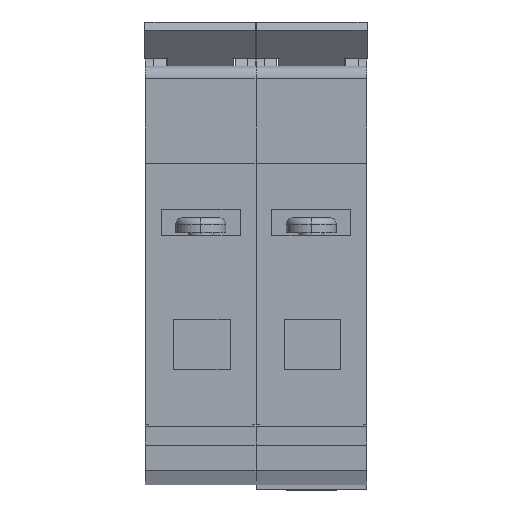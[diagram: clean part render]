
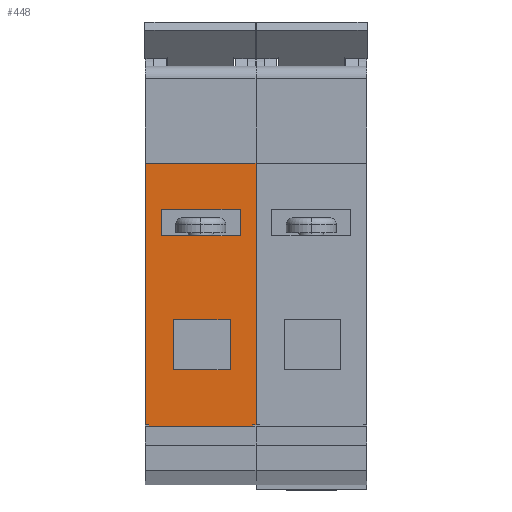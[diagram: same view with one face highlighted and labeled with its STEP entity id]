
A CAD part, top view. The second image highlights one B-rep face of the part: STEP entity #448.
In plain terms, the highlighted planar face has unit normal (0, 0, 1).
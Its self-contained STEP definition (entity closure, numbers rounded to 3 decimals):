
#356 = VERTEX_POINT ( 'NONE', #21724 ) ;
#402 = EDGE_CURVE ( 'NONE', #403, #404, #21816, .T. ) ;
#403 = VERTEX_POINT ( 'NONE', #21812 ) ;
#404 = VERTEX_POINT ( 'NONE', #21811 ) ;
#405 = ORIENTED_EDGE ( 'NONE', *, *, #433, .T. ) ;
#412 = VERTEX_POINT ( 'NONE', #21845 ) ;
#413 = ORIENTED_EDGE ( 'NONE', *, *, #424, .F. ) ;
#414 = VERTEX_POINT ( 'NONE', #21844 ) ;
#423 = ORIENTED_EDGE ( 'NONE', *, *, #481, .F. ) ;
#424 = EDGE_CURVE ( 'NONE', #356, #414, #21878, .T. ) ;
#425 = ORIENTED_EDGE ( 'NONE', *, *, #431, .F. ) ;
#426 = VERTEX_POINT ( 'NONE', #21874 ) ;
#431 = EDGE_CURVE ( 'NONE', #459, #356, #21871, .T. ) ;
#432 = ORIENTED_EDGE ( 'NONE', *, *, #402, .T. ) ;
#433 = EDGE_CURVE ( 'NONE', #404, #434, #21867, .T. ) ;
#434 = VERTEX_POINT ( 'NONE', #21863 ) ;
#439 = ORIENTED_EDGE ( 'NONE', *, *, #525, .T. ) ;
#440 = VERTEX_POINT ( 'NONE', #21861 ) ;
#441 = ORIENTED_EDGE ( 'NONE', *, *, #454, .F. ) ;
#442 = ORIENTED_EDGE ( 'NONE', *, *, #443, .F. ) ;
#443 = EDGE_CURVE ( 'NONE', #444, #440, #21860, .T. ) ;
#444 = VERTEX_POINT ( 'NONE', #21914 ) ;
#448 = ADVANCED_FACE ( 'NONE', ( #21908, #21907, #21906 ), #21890, .F. ) ;
#453 = EDGE_LOOP ( 'NONE', ( #432, #405, #439, #493 ) ) ;
#454 = EDGE_CURVE ( 'NONE', #455, #516, #21942, .T. ) ;
#455 = VERTEX_POINT ( 'NONE', #21938 ) ;
#456 = ORIENTED_EDGE ( 'NONE', *, *, #457, .T. ) ;
#457 = EDGE_CURVE ( 'NONE', #455, #414, #21937, .T. ) ;
#459 = VERTEX_POINT ( 'NONE', #21929 ) ;
#481 = EDGE_CURVE ( 'NONE', #500, #444, #21964, .T. ) ;
#482 = EDGE_CURVE ( 'NONE', #440, #412, #21960, .T. ) ;
#493 = ORIENTED_EDGE ( 'NONE', *, *, #494, .T. ) ;
#494 = EDGE_CURVE ( 'NONE', #526, #403, #22006, .T. ) ;
#495 = EDGE_LOOP ( 'NONE', ( #517, #442, #423, #527 ) ) ;
#500 = VERTEX_POINT ( 'NONE', #21996 ) ;
#501 = EDGE_LOOP ( 'NONE', ( #413, #425, #529, #518, #512, #514, #441, #456 ) ) ;
#512 = ORIENTED_EDGE ( 'NONE', *, *, #521, .T. ) ;
#513 = VERTEX_POINT ( 'NONE', #22053 ) ;
#514 = ORIENTED_EDGE ( 'NONE', *, *, #515, .T. ) ;
#515 = EDGE_CURVE ( 'NONE', #513, #516, #22052, .T. ) ;
#516 = VERTEX_POINT ( 'NONE', #22048 ) ;
#517 = ORIENTED_EDGE ( 'NONE', *, *, #482, .F. ) ;
#518 = ORIENTED_EDGE ( 'NONE', *, *, #519, .T. ) ;
#519 = EDGE_CURVE ( 'NONE', #426, #520, #22047, .T. ) ;
#520 = VERTEX_POINT ( 'NONE', #22043 ) ;
#521 = EDGE_CURVE ( 'NONE', #520, #513, #22097, .T. ) ;
#525 = EDGE_CURVE ( 'NONE', #434, #526, #22072, .T. ) ;
#526 = VERTEX_POINT ( 'NONE', #22131 ) ;
#527 = ORIENTED_EDGE ( 'NONE', *, *, #528, .F. ) ;
#528 = EDGE_CURVE ( 'NONE', #412, #500, #22130, .T. ) ;
#529 = ORIENTED_EDGE ( 'NONE', *, *, #530, .T. ) ;
#530 = EDGE_CURVE ( 'NONE', #459, #426, #22126, .T. ) ;
#21724 = CARTESIAN_POINT ( 'NONE',  ( 17.633, 3.25, 0. ) ) ;
#21811 = CARTESIAN_POINT ( 'NONE',  ( 15.117, 33.36, 0. ) ) ;
#21812 = CARTESIAN_POINT ( 'NONE',  ( 15.117, 37.61, 0. ) ) ;
#21813 = DIRECTION ( 'NONE',  ( 0., -1., 0. ) ) ;
#21814 = VECTOR ( 'NONE', #21813, 1000. ) ;
#21815 = CARTESIAN_POINT ( 'NONE',  ( 15.117, 37.61, 0. ) ) ;
#21816 = LINE ( 'NONE', #21815, #21814 ) ;
#21844 = CARTESIAN_POINT ( 'NONE',  ( 17.133, 3.25, 0. ) ) ;
#21845 = CARTESIAN_POINT ( 'NONE',  ( 13.5, 12., 0. ) ) ;
#21860 = LINE ( 'NONE', #21917, #21916 ) ;
#21861 = CARTESIAN_POINT ( 'NONE',  ( 4.5, 12., 0. ) ) ;
#21863 = CARTESIAN_POINT ( 'NONE',  ( 2.517, 33.36, 0. ) ) ;
#21864 = DIRECTION ( 'NONE',  ( -1., 0., 0. ) ) ;
#21865 = VECTOR ( 'NONE', #21864, 1000. ) ;
#21866 = CARTESIAN_POINT ( 'NONE',  ( 15.117, 33.36, 0. ) ) ;
#21867 = LINE ( 'NONE', #21866, #21865 ) ;
#21868 = DIRECTION ( 'NONE',  ( 0., -1., 0. ) ) ;
#21869 = VECTOR ( 'NONE', #21868, 1000. ) ;
#21870 = CARTESIAN_POINT ( 'NONE',  ( 17.633, 3., 0. ) ) ;
#21871 = LINE ( 'NONE', #21870, #21869 ) ;
#21874 = CARTESIAN_POINT ( 'NONE',  ( 0., 45., 0. ) ) ;
#21875 = DIRECTION ( 'NONE',  ( -1., 0., 0. ) ) ;
#21876 = VECTOR ( 'NONE', #21875, 1000. ) ;
#21877 = CARTESIAN_POINT ( 'NONE',  ( 17.633, 3.25, 0. ) ) ;
#21878 = LINE ( 'NONE', #21877, #21876 ) ;
#21890 = PLANE ( 'NONE',  #21950 ) ;
#21906 = FACE_OUTER_BOUND ( 'NONE', #501, .T. ) ;
#21907 = FACE_BOUND ( 'NONE', #495, .T. ) ;
#21908 = FACE_BOUND ( 'NONE', #453, .T. ) ;
#21914 = CARTESIAN_POINT ( 'NONE',  ( 4.5, 20., 0. ) ) ;
#21915 = DIRECTION ( 'NONE',  ( 0., -1., 0. ) ) ;
#21916 = VECTOR ( 'NONE', #21915, 1000. ) ;
#21917 = CARTESIAN_POINT ( 'NONE',  ( 4.5, 20., 0. ) ) ;
#21929 = CARTESIAN_POINT ( 'NONE',  ( 17.633, 45., 0. ) ) ;
#21934 = DIRECTION ( 'NONE',  ( 0., 1., 0. ) ) ;
#21935 = VECTOR ( 'NONE', #21934, 1000. ) ;
#21936 = CARTESIAN_POINT ( 'NONE',  ( 17.133, 3., 0. ) ) ;
#21937 = LINE ( 'NONE', #21936, #21935 ) ;
#21938 = CARTESIAN_POINT ( 'NONE',  ( 17.133, 3., 0. ) ) ;
#21939 = DIRECTION ( 'NONE',  ( -1., 0., 0. ) ) ;
#21940 = VECTOR ( 'NONE', #21939, 1000. ) ;
#21941 = CARTESIAN_POINT ( 'NONE',  ( 17.633, 3., 0. ) ) ;
#21942 = LINE ( 'NONE', #21941, #21940 ) ;
#21947 = DIRECTION ( 'NONE',  ( -1., 0., 0. ) ) ;
#21948 = DIRECTION ( 'NONE',  ( 0., 0., -1. ) ) ;
#21949 = CARTESIAN_POINT ( 'NONE',  ( 17.633, 3., 0. ) ) ;
#21950 = AXIS2_PLACEMENT_3D ( 'NONE', #21949, #21948, #21947 ) ;
#21957 = DIRECTION ( 'NONE',  ( 1., 0., 0. ) ) ;
#21958 = VECTOR ( 'NONE', #21957, 1000. ) ;
#21959 = CARTESIAN_POINT ( 'NONE',  ( 4.5, 12., 0. ) ) ;
#21960 = LINE ( 'NONE', #21959, #21958 ) ;
#21961 = DIRECTION ( 'NONE',  ( -1., 0., 0. ) ) ;
#21962 = VECTOR ( 'NONE', #21961, 1000. ) ;
#21963 = CARTESIAN_POINT ( 'NONE',  ( 4.5, 20., 0. ) ) ;
#21964 = LINE ( 'NONE', #21963, #21962 ) ;
#21996 = CARTESIAN_POINT ( 'NONE',  ( 13.5, 20., 0. ) ) ;
#22003 = DIRECTION ( 'NONE',  ( 1., 0., 0. ) ) ;
#22004 = VECTOR ( 'NONE', #22003, 1000. ) ;
#22005 = CARTESIAN_POINT ( 'NONE',  ( 15.117, 37.61, 0. ) ) ;
#22006 = LINE ( 'NONE', #22005, #22004 ) ;
#22043 = CARTESIAN_POINT ( 'NONE',  ( 0., 3.25, 0. ) ) ;
#22044 = DIRECTION ( 'NONE',  ( 0., -1., 0. ) ) ;
#22045 = VECTOR ( 'NONE', #22044, 1000. ) ;
#22046 = CARTESIAN_POINT ( 'NONE',  ( 0., 3., 0. ) ) ;
#22047 = LINE ( 'NONE', #22046, #22045 ) ;
#22048 = CARTESIAN_POINT ( 'NONE',  ( 0.5, 3., 0. ) ) ;
#22049 = DIRECTION ( 'NONE',  ( 0., -1., 0. ) ) ;
#22050 = VECTOR ( 'NONE', #22049, 1000. ) ;
#22051 = CARTESIAN_POINT ( 'NONE',  ( 0.5, 3., 0. ) ) ;
#22052 = LINE ( 'NONE', #22051, #22050 ) ;
#22053 = CARTESIAN_POINT ( 'NONE',  ( 0.5, 3.25, 0. ) ) ;
#22069 = DIRECTION ( 'NONE',  ( 0., 1., 0. ) ) ;
#22070 = VECTOR ( 'NONE', #22069, 1000. ) ;
#22071 = CARTESIAN_POINT ( 'NONE',  ( 2.517, 37.61, 0. ) ) ;
#22072 = LINE ( 'NONE', #22071, #22070 ) ;
#22094 = DIRECTION ( 'NONE',  ( 1., 0., 0. ) ) ;
#22095 = VECTOR ( 'NONE', #22094, 1000. ) ;
#22096 = CARTESIAN_POINT ( 'NONE',  ( 17.633, 3.25, 0. ) ) ;
#22097 = LINE ( 'NONE', #22096, #22095 ) ;
#22123 = DIRECTION ( 'NONE',  ( -1., 0., 0. ) ) ;
#22124 = VECTOR ( 'NONE', #22123, 1000. ) ;
#22125 = CARTESIAN_POINT ( 'NONE',  ( 17.633, 45., 0. ) ) ;
#22126 = LINE ( 'NONE', #22125, #22124 ) ;
#22127 = DIRECTION ( 'NONE',  ( 0., 1., 0. ) ) ;
#22128 = VECTOR ( 'NONE', #22127, 1000. ) ;
#22129 = CARTESIAN_POINT ( 'NONE',  ( 13.5, 20., 0. ) ) ;
#22130 = LINE ( 'NONE', #22129, #22128 ) ;
#22131 = CARTESIAN_POINT ( 'NONE',  ( 2.517, 37.61, 0. ) ) ;
